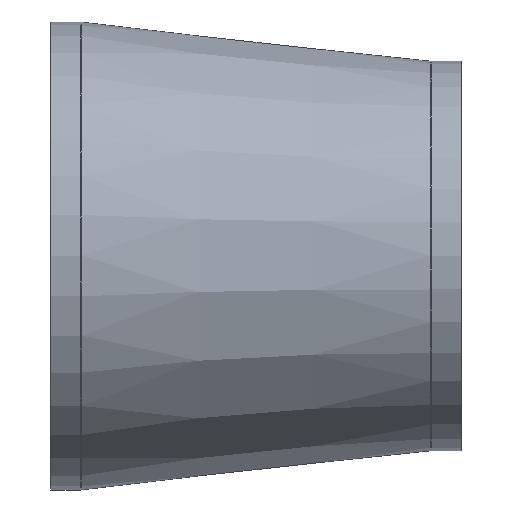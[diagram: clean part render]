
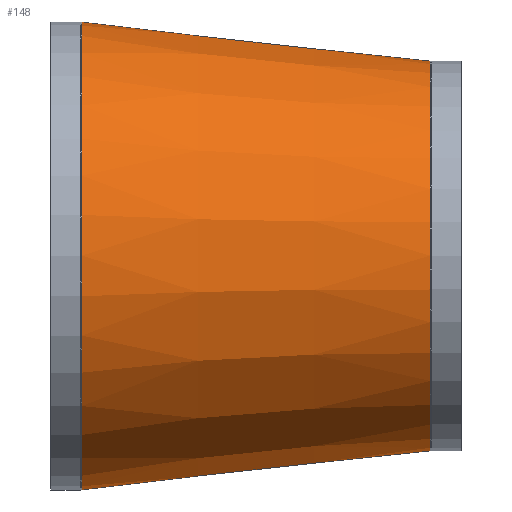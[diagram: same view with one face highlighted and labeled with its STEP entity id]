
A CAD part, top view. The second image highlights one B-rep face of the part: STEP entity #148.
In plain terms, the highlighted conical face has half-angle 6.406 degrees and reference radius 38.15 mm.
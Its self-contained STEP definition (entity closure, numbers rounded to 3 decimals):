
#23=LINE('',#268,#29);
#29=VECTOR('',#215,38.15);
#35=CONICAL_SURFACE('',#182,38.15,0.112);
#38=FACE_OUTER_BOUND('',#48,.T.);
#48=EDGE_LOOP('',(#110,#111,#112,#113,#114,#115));
#59=CIRCLE('',#178,31.762);
#62=CIRCLE('',#181,31.762);
#63=CIRCLE('',#183,38.138);
#64=CIRCLE('',#184,38.138);
#73=VERTEX_POINT('',#259);
#74=VERTEX_POINT('',#260);
#76=VERTEX_POINT('',#267);
#77=VERTEX_POINT('',#269);
#85=EDGE_CURVE('',#73,#74,#59,.T.);
#88=EDGE_CURVE('',#74,#73,#62,.T.);
#89=EDGE_CURVE('',#73,#76,#23,.T.);
#90=EDGE_CURVE('',#77,#76,#63,.T.);
#91=EDGE_CURVE('',#76,#77,#64,.T.);
#110=ORIENTED_EDGE('',*,*,#85,.F.);
#111=ORIENTED_EDGE('',*,*,#89,.T.);
#112=ORIENTED_EDGE('',*,*,#90,.F.);
#113=ORIENTED_EDGE('',*,*,#91,.F.);
#114=ORIENTED_EDGE('',*,*,#89,.F.);
#115=ORIENTED_EDGE('',*,*,#88,.F.);
#148=ADVANCED_FACE('',(#38),#35,.T.);
#178=AXIS2_PLACEMENT_3D('',#261,#205,#206);
#181=AXIS2_PLACEMENT_3D('',#265,#211,#212);
#182=AXIS2_PLACEMENT_3D('',#266,#213,#214);
#183=AXIS2_PLACEMENT_3D('',#270,#216,#217);
#184=AXIS2_PLACEMENT_3D('',#271,#218,#219);
#205=DIRECTION('center_axis',(1.,0.,0.));
#206=DIRECTION('ref_axis',(0.,0.,1.));
#211=DIRECTION('center_axis',(1.,0.,0.));
#212=DIRECTION('ref_axis',(0.,0.,1.));
#213=DIRECTION('center_axis',(-1.,0.,0.));
#214=DIRECTION('ref_axis',(0.,0.,1.));
#215=DIRECTION('',(-0.994,0.,-0.112));
#216=DIRECTION('center_axis',(-1.,0.,0.));
#217=DIRECTION('ref_axis',(0.,0.,-1.));
#218=DIRECTION('center_axis',(-1.,0.,0.));
#219=DIRECTION('ref_axis',(0.,0.,-1.));
#259=CARTESIAN_POINT('',(61.889,0.,-31.762));
#260=CARTESIAN_POINT('',(61.889,0.,31.762));
#261=CARTESIAN_POINT('Origin',(61.889,0.,0.));
#265=CARTESIAN_POINT('Origin',(61.889,0.,0.));
#266=CARTESIAN_POINT('Origin',(5.,0.,0.));
#267=CARTESIAN_POINT('',(5.111,0.,-38.138));
#268=CARTESIAN_POINT('',(5.,0.,-38.15));
#269=CARTESIAN_POINT('',(5.111,0.,38.138));
#270=CARTESIAN_POINT('Origin',(5.111,0.,0.));
#271=CARTESIAN_POINT('Origin',(5.111,0.,0.));
